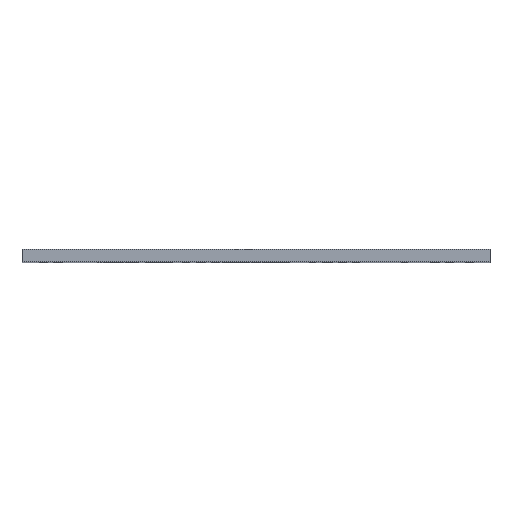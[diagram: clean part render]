
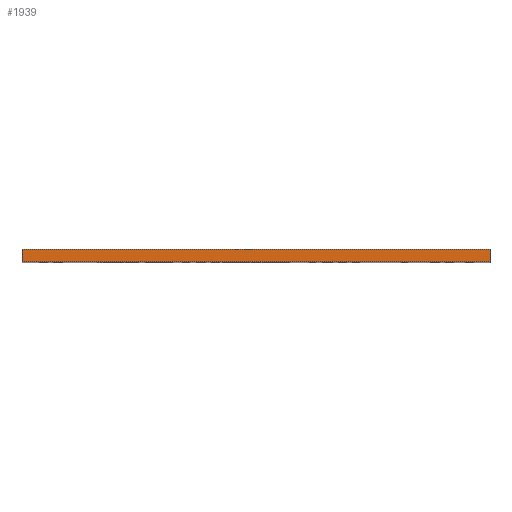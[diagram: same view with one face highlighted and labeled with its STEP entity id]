
A CAD part, top view. The second image highlights one B-rep face of the part: STEP entity #1939.
In plain terms, the highlighted planar face has unit normal (0, 0, 1).
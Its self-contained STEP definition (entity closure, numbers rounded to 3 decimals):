
#166=PLANE('',#2209);
#263=FACE_OUTER_BOUND('',#352,.T.);
#352=EDGE_LOOP('',(#1610,#1611,#1612,#1613));
#593=LINE('',#3296,#688);
#594=LINE('',#3299,#689);
#595=LINE('',#3301,#690);
#596=LINE('',#3302,#691);
#688=VECTOR('',#2786,10.);
#689=VECTOR('',#2789,10.);
#690=VECTOR('',#2790,10.);
#691=VECTOR('',#2791,10.);
#1013=VERTEX_POINT('',#3289);
#1016=VERTEX_POINT('',#3294);
#1017=VERTEX_POINT('',#3298);
#1018=VERTEX_POINT('',#3300);
#1265=EDGE_CURVE('',#1013,#1016,#593,.T.);
#1266=EDGE_CURVE('',#1017,#1013,#594,.T.);
#1267=EDGE_CURVE('',#1018,#1016,#595,.T.);
#1268=EDGE_CURVE('',#1017,#1018,#596,.T.);
#1610=ORIENTED_EDGE('',*,*,#1266,.T.);
#1611=ORIENTED_EDGE('',*,*,#1265,.T.);
#1612=ORIENTED_EDGE('',*,*,#1267,.F.);
#1613=ORIENTED_EDGE('',*,*,#1268,.F.);
#1939=ADVANCED_FACE('',(#263),#166,.T.);
#2209=AXIS2_PLACEMENT_3D('',#3297,#2787,#2788);
#2786=DIRECTION('',(0.,1.,0.));
#2787=DIRECTION('center_axis',(0.,0.,1.));
#2788=DIRECTION('ref_axis',(1.,0.,0.));
#2789=DIRECTION('',(1.,0.,0.));
#2790=DIRECTION('',(1.,0.,0.));
#2791=DIRECTION('',(0.,1.,0.));
#3289=CARTESIAN_POINT('',(115.,0.,115.));
#3294=CARTESIAN_POINT('',(115.,6.15,115.));
#3296=CARTESIAN_POINT('',(115.,0.,115.));
#3297=CARTESIAN_POINT('Origin',(-115.,0.,115.));
#3298=CARTESIAN_POINT('',(-115.,0.,115.));
#3299=CARTESIAN_POINT('',(-115.,0.,115.));
#3300=CARTESIAN_POINT('',(-115.,6.15,115.));
#3301=CARTESIAN_POINT('',(-115.,6.15,115.));
#3302=CARTESIAN_POINT('',(-115.,0.,115.));
